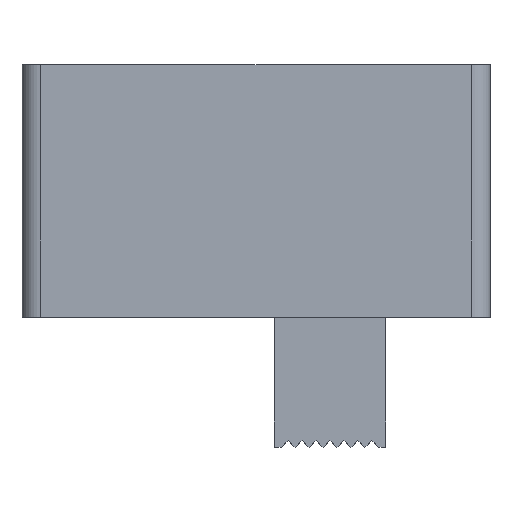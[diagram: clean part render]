
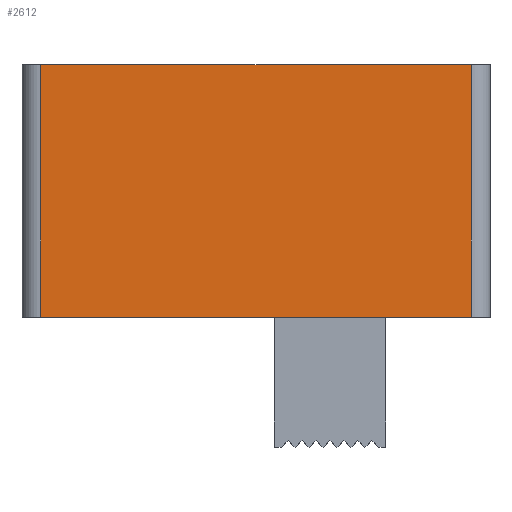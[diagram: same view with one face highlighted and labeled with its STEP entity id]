
A CAD part, top view. The second image highlights one B-rep face of the part: STEP entity #2612.
In plain terms, the highlighted planar face has unit normal (0, 0, 1).
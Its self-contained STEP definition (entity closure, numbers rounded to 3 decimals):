
#169=FACE_OUTER_BOUND('',#310,.T.);
#310=EDGE_LOOP('',(#1837,#1838,#1839,#1840));
#496=LINE('',#3851,#799);
#515=LINE('',#3916,#818);
#516=LINE('',#3919,#819);
#517=LINE('',#3920,#820);
#799=VECTOR('',#3077,10.);
#818=VECTOR('',#3126,10.);
#819=VECTOR('',#3129,10.);
#820=VECTOR('',#3130,10.);
#1082=VERTEX_POINT('',#3847);
#1084=VERTEX_POINT('',#3850);
#1115=VERTEX_POINT('',#3914);
#1116=VERTEX_POINT('',#3918);
#1359=EDGE_CURVE('',#1084,#1082,#496,.T.);
#1392=EDGE_CURVE('',#1115,#1082,#515,.T.);
#1393=EDGE_CURVE('',#1115,#1116,#516,.T.);
#1394=EDGE_CURVE('',#1116,#1084,#517,.T.);
#1837=ORIENTED_EDGE('',*,*,#1359,.T.);
#1838=ORIENTED_EDGE('',*,*,#1392,.F.);
#1839=ORIENTED_EDGE('',*,*,#1393,.T.);
#1840=ORIENTED_EDGE('',*,*,#1394,.T.);
#2481=PLANE('',#2782);
#2612=ADVANCED_FACE('',(#169),#2481,.F.);
#2782=AXIS2_PLACEMENT_3D('',#3917,#3127,#3128);
#3077=DIRECTION('',(0.,1.,0.));
#3126=DIRECTION('',(1.,0.,0.));
#3127=DIRECTION('center_axis',(0.,0.,-1.));
#3128=DIRECTION('ref_axis',(0.,1.,0.));
#3129=DIRECTION('',(0.,-1.,0.));
#3130=DIRECTION('',(1.,0.,0.));
#3847=CARTESIAN_POINT('',(5.8,3.4,4.7));
#3850=CARTESIAN_POINT('',(5.8,-3.4,4.7));
#3851=CARTESIAN_POINT('',(5.8,-1.7,4.7));
#3914=CARTESIAN_POINT('',(-5.8,3.4,4.7));
#3916=CARTESIAN_POINT('',(-6.3,3.4,4.7));
#3917=CARTESIAN_POINT('Origin',(-6.3,-3.4,4.7));
#3918=CARTESIAN_POINT('',(-5.8,-3.4,4.7));
#3919=CARTESIAN_POINT('',(-5.8,-1.7,4.7));
#3920=CARTESIAN_POINT('',(-6.3,-3.4,4.7));
